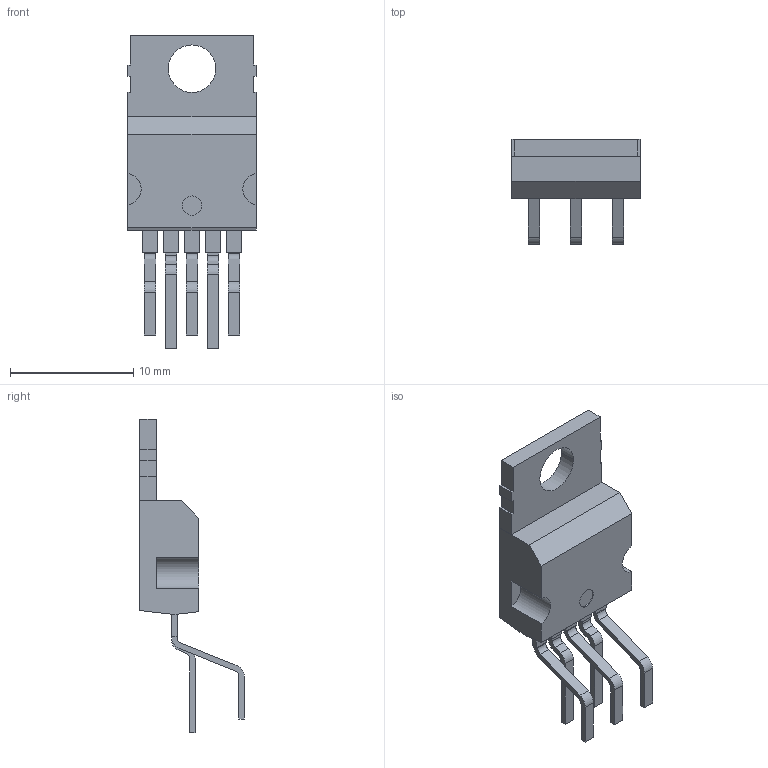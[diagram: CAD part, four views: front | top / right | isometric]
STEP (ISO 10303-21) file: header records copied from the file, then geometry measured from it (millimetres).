
FILE_DESCRIPTION((''),'2;1');
FILE_NAME('ONSEMI_PENTAWATT_V.stp','2011-12-12T15:08:04',(''),(''),'Mechanical Desktop 2011','Mechanical Desktop 2011',', , ');
FILE_SCHEMA(('AUTOMOTIVE_DESIGN { 1 2 10303 214 1 1 1 1 }'));
Length unit declared in the file: millimetre
Products named in the file (1): Product
Bounding box: 10.4 x 8.5 x 25.4 mm (x, y, z)
Volume: 529.8 mm3; surface area: 841 mm2
Topology: 13 solids, 13 shells, 146 faces, 357 edges, 238 vertices
Faces by surface type: plane 120, cylinder 25, bspline 1
Entity records: 4310 total; most frequent: CARTESIAN_POINT 759, ORIENTED_EDGE 714, DIRECTION 701, EDGE_CURVE 357, VECTOR 305, LINE 305, VERTEX_POINT 238, AXIS2_PLACEMENT_3D 198
